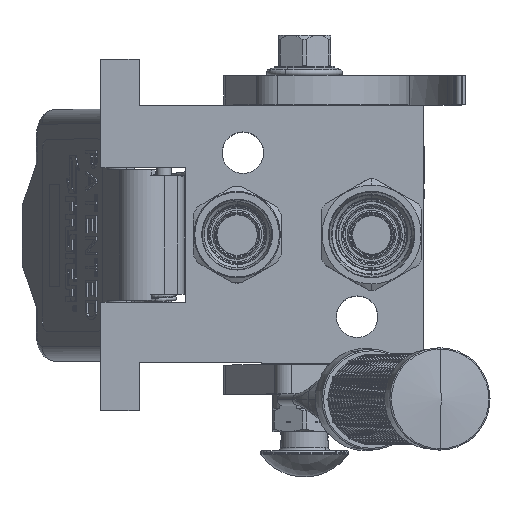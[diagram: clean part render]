
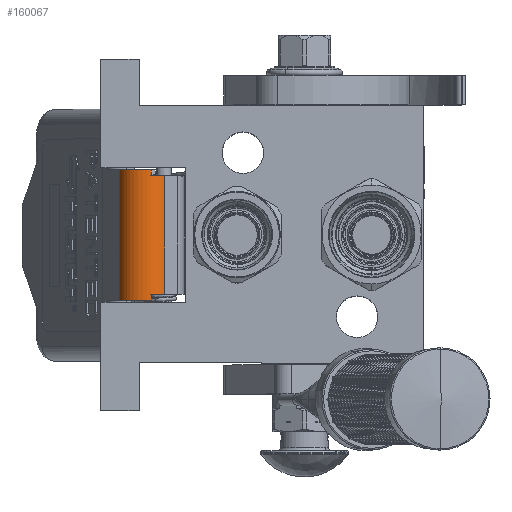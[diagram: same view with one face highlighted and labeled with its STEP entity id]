
A CAD part, top view. The second image highlights one B-rep face of the part: STEP entity #160067.
In plain terms, the highlighted cylindrical face has radius 9.5 mm (diameter 19 mm), a partial arc.
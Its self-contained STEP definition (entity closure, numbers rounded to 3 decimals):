
#1323 = EDGE_CURVE ( 'NONE', #165853, #47423, #32110, .T. ) ;
#1794 = VECTOR ( 'NONE', #177021, 1000. ) ;
#9664 = VECTOR ( 'NONE', #53390, 1000. ) ;
#11429 = DIRECTION ( 'NONE',  ( 0., -0.385, -0.923 ) ) ;
#19353 = DIRECTION ( 'NONE',  ( 1., 0., 0. ) ) ;
#29289 = DIRECTION ( 'NONE',  ( 0., -1., 0. ) ) ;
#30307 = VERTEX_POINT ( 'NONE', #192312 ) ;
#32110 = CIRCLE ( 'NONE', #183030, 9.5 ) ;
#36467 = FACE_OUTER_BOUND ( 'NONE', #111777, .T. ) ;
#37270 = CARTESIAN_POINT ( 'NONE',  ( -22.25, 8., -47.5 ) ) ;
#45163 = ORIENTED_EDGE ( 'NONE', *, *, #1323, .T. ) ;
#47105 = CARTESIAN_POINT ( 'NONE',  ( 20.25, -5.154, -56.269 ) ) ;
#47423 = VERTEX_POINT ( 'NONE', #37270 ) ;
#47959 = ORIENTED_EDGE ( 'NONE', *, *, #118703, .F. ) ;
#48534 = ORIENTED_EDGE ( 'NONE', *, *, #65434, .F. ) ;
#53390 = DIRECTION ( 'NONE',  ( 1., 0., 0. ) ) ;
#60585 = EDGE_CURVE ( 'NONE', #179060, #30307, #139227, .T. ) ;
#61693 = LINE ( 'NONE', #103039, #1794 ) ;
#65434 = EDGE_CURVE ( 'NONE', #30307, #124945, #192299, .T. ) ;
#70940 = DIRECTION ( 'NONE',  ( -1., 0., 0. ) ) ;
#72477 = CYLINDRICAL_SURFACE ( 'NONE', #115513, 9.5 ) ;
#77297 = DIRECTION ( 'NONE',  ( 0., -0.385, -0.923 ) ) ;
#82607 = CARTESIAN_POINT ( 'NONE',  ( -20.25, 0., -56.881 ) ) ;
#84687 = VERTEX_POINT ( 'NONE', #82607 ) ;
#87877 = CIRCLE ( 'NONE', #179514, 9.5 ) ;
#90212 = LINE ( 'NONE', #149650, #106979 ) ;
#92685 = DIRECTION ( 'NONE',  ( 1., 0., 0. ) ) ;
#92812 = DIRECTION ( 'NONE',  ( 1., 0., 0. ) ) ;
#103039 = CARTESIAN_POINT ( 'NONE',  ( -22.25, 0., -56.881 ) ) ;
#103431 = VECTOR ( 'NONE', #131215, 1000. ) ;
#104851 = CARTESIAN_POINT ( 'NONE',  ( -20.25, -1.5, -47.5 ) ) ;
#106979 = VECTOR ( 'NONE', #148300, 1000. ) ;
#111777 = EDGE_LOOP ( 'NONE', ( #47959, #149442, #189016, #45163, #162147, #48534, #169668, #176170 ) ) ;
#113071 = LINE ( 'NONE', #145478, #9664 ) ;
#113783 = EDGE_CURVE ( 'NONE', #47423, #124945, #113071, .T. ) ;
#115513 = AXIS2_PLACEMENT_3D ( 'NONE', #147549, #70940, #29289 ) ;
#118703 = EDGE_CURVE ( 'NONE', #173345, #130288, #90212, .T. ) ;
#124945 = VERTEX_POINT ( 'NONE', #137558 ) ;
#130288 = VERTEX_POINT ( 'NONE', #47105 ) ;
#130772 = CARTESIAN_POINT ( 'NONE',  ( -20.25, -5.154, -56.269 ) ) ;
#131215 = DIRECTION ( 'NONE',  ( 1., 0., 0. ) ) ;
#131276 = CARTESIAN_POINT ( 'NONE',  ( 20.25, 0., -56.881 ) ) ;
#137558 = CARTESIAN_POINT ( 'NONE',  ( 22.25, 8., -47.5 ) ) ;
#137833 = CARTESIAN_POINT ( 'NONE',  ( 20.25, -1.5, -47.5 ) ) ;
#139227 = LINE ( 'NONE', #144032, #103431 ) ;
#143601 = DIRECTION ( 'NONE',  ( 0., 0.158, -0.987 ) ) ;
#144032 = CARTESIAN_POINT ( 'NONE',  ( 20.25, 0., -56.881 ) ) ;
#145478 = CARTESIAN_POINT ( 'NONE',  ( -22.25, 8., -47.5 ) ) ;
#147549 = CARTESIAN_POINT ( 'NONE',  ( -22.25, -1.5, -47.5 ) ) ;
#148204 = DIRECTION ( 'NONE',  ( 0., 0.158, -0.987 ) ) ;
#148300 = DIRECTION ( 'NONE',  ( 1., 0., 0. ) ) ;
#149442 = ORIENTED_EDGE ( 'NONE', *, *, #191008, .T. ) ;
#149650 = CARTESIAN_POINT ( 'NONE',  ( -20.25, -5.154, -56.269 ) ) ;
#149801 = CARTESIAN_POINT ( 'NONE',  ( -22.25, -1.5, -47.5 ) ) ;
#150546 = AXIS2_PLACEMENT_3D ( 'NONE', #187492, #19353, #143601 ) ;
#156121 = EDGE_CURVE ( 'NONE', #130288, #179060, #87877, .T. ) ;
#160067 = ADVANCED_FACE ( 'NONE', ( #36467 ), #72477, .T. ) ;
#162147 = ORIENTED_EDGE ( 'NONE', *, *, #113783, .T. ) ;
#164005 = DIRECTION ( 'NONE',  ( 1., 0., 0. ) ) ;
#165853 = VERTEX_POINT ( 'NONE', #172794 ) ;
#167651 = AXIS2_PLACEMENT_3D ( 'NONE', #104851, #164005, #11429 ) ;
#169668 = ORIENTED_EDGE ( 'NONE', *, *, #60585, .F. ) ;
#172794 = CARTESIAN_POINT ( 'NONE',  ( -22.25, 0., -56.881 ) ) ;
#173345 = VERTEX_POINT ( 'NONE', #130772 ) ;
#176170 = ORIENTED_EDGE ( 'NONE', *, *, #156121, .F. ) ;
#177021 = DIRECTION ( 'NONE',  ( 1., 0., 0. ) ) ;
#179060 = VERTEX_POINT ( 'NONE', #131276 ) ;
#179514 = AXIS2_PLACEMENT_3D ( 'NONE', #137833, #92812, #77297 ) ;
#182004 = CIRCLE ( 'NONE', #167651, 9.5 ) ;
#183030 = AXIS2_PLACEMENT_3D ( 'NONE', #149801, #92685, #148204 ) ;
#186584 = EDGE_CURVE ( 'NONE', #165853, #84687, #61693, .T. ) ;
#187492 = CARTESIAN_POINT ( 'NONE',  ( 22.25, -1.5, -47.5 ) ) ;
#189016 = ORIENTED_EDGE ( 'NONE', *, *, #186584, .F. ) ;
#191008 = EDGE_CURVE ( 'NONE', #173345, #84687, #182004, .T. ) ;
#192299 = CIRCLE ( 'NONE', #150546, 9.5 ) ;
#192312 = CARTESIAN_POINT ( 'NONE',  ( 22.25, 0., -56.881 ) ) ;
